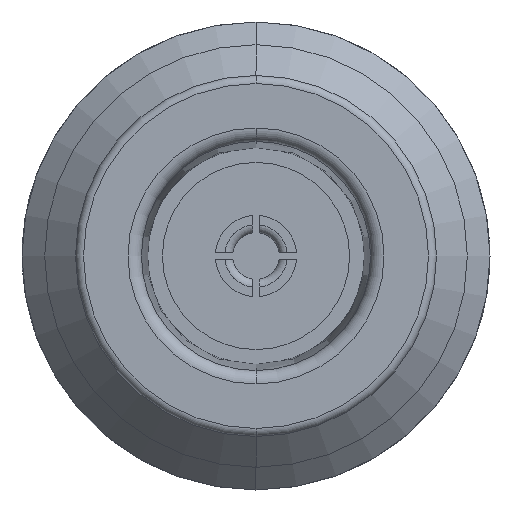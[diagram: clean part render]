
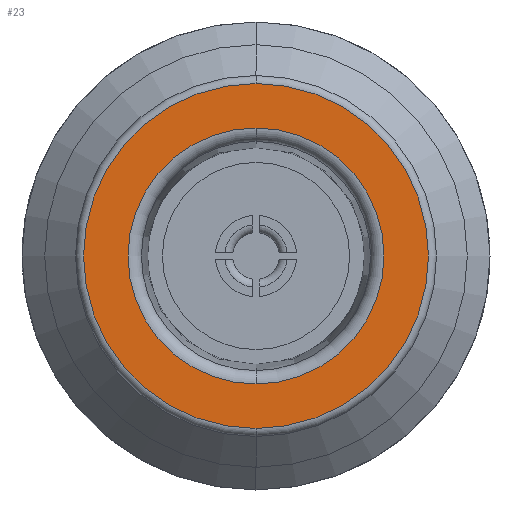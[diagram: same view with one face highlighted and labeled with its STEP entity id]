
A CAD part, left-side view. The second image highlights one B-rep face of the part: STEP entity #23.
In plain terms, the highlighted planar face has unit normal (-1, 0, 0).
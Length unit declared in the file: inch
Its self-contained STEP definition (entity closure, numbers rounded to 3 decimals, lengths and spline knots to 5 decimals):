
#23 = ADVANCED_FACE ( 'NONE', ( #1564, #372 ), #1329, .T. ) ;
#36 = DIRECTION ( 'NONE',  ( 0., 0., 1. ) ) ;
#137 = DIRECTION ( 'NONE',  ( 0., 0., 1. ) ) ;
#151 = ORIENTED_EDGE ( 'NONE', *, *, #2639, .T. ) ;
#196 = CARTESIAN_POINT ( 'NONE',  ( 0., 0., -0.18841 ) ) ;
#264 = DIRECTION ( 'NONE',  ( 0., 0., 1. ) ) ;
#278 = CIRCLE ( 'NONE', #1820, 0.18841 ) ;
#372 = FACE_OUTER_BOUND ( 'NONE', #1154, .T. ) ;
#373 = VERTEX_POINT ( 'NONE', #1557 ) ;
#444 = CARTESIAN_POINT ( 'NONE',  ( 0., 0., -0.25394 ) ) ;
#458 = CIRCLE ( 'NONE', #2166, 0.25394 ) ;
#479 = CARTESIAN_POINT ( 'NONE',  ( 0., 0., 0. ) ) ;
#628 = DIRECTION ( 'NONE',  ( 0., 0., 1. ) ) ;
#666 = VERTEX_POINT ( 'NONE', #196 ) ;
#854 = CARTESIAN_POINT ( 'NONE',  ( 0., 0., 0. ) ) ;
#857 = EDGE_CURVE ( 'NONE', #2901, #2381, #458, .T. ) ;
#954 = ORIENTED_EDGE ( 'NONE', *, *, #857, .T. ) ;
#957 = DIRECTION ( 'NONE',  ( -1., 0., 0. ) ) ;
#1092 = DIRECTION ( 'NONE',  ( -1., 0., 0. ) ) ;
#1154 = EDGE_LOOP ( 'NONE', ( #151, #954 ) ) ;
#1237 = CARTESIAN_POINT ( 'NONE',  ( 0., 0., 0. ) ) ;
#1290 = CIRCLE ( 'NONE', #2819, 0.25394 ) ;
#1329 = PLANE ( 'NONE',  #1566 ) ;
#1491 = CARTESIAN_POINT ( 'NONE',  ( 0., 0., 0.25394 ) ) ;
#1557 = CARTESIAN_POINT ( 'NONE',  ( 0., 0., 0.18841 ) ) ;
#1564 = FACE_BOUND ( 'NONE', #2496, .T. ) ;
#1566 = AXIS2_PLACEMENT_3D ( 'NONE', #1579, #1092, #137 ) ;
#1579 = CARTESIAN_POINT ( 'NONE',  ( 0., 0., 0. ) ) ;
#1586 = CIRCLE ( 'NONE', #2675, 0.18841 ) ;
#1651 = ORIENTED_EDGE ( 'NONE', *, *, #2444, .T. ) ;
#1801 = DIRECTION ( 'NONE',  ( 1., 0., 0. ) ) ;
#1820 = AXIS2_PLACEMENT_3D ( 'NONE', #2443, #2894, #2201 ) ;
#1838 = EDGE_CURVE ( 'NONE', #666, #373, #278, .T. ) ;
#2166 = AXIS2_PLACEMENT_3D ( 'NONE', #1237, #957, #36 ) ;
#2191 = DIRECTION ( 'NONE',  ( -1., 0., 0. ) ) ;
#2201 = DIRECTION ( 'NONE',  ( 0., 0., 1. ) ) ;
#2357 = ORIENTED_EDGE ( 'NONE', *, *, #1838, .T. ) ;
#2381 = VERTEX_POINT ( 'NONE', #1491 ) ;
#2443 = CARTESIAN_POINT ( 'NONE',  ( 0., 0., 0. ) ) ;
#2444 = EDGE_CURVE ( 'NONE', #373, #666, #1586, .T. ) ;
#2496 = EDGE_LOOP ( 'NONE', ( #1651, #2357 ) ) ;
#2639 = EDGE_CURVE ( 'NONE', #2381, #2901, #1290, .T. ) ;
#2675 = AXIS2_PLACEMENT_3D ( 'NONE', #854, #1801, #628 ) ;
#2819 = AXIS2_PLACEMENT_3D ( 'NONE', #479, #2191, #264 ) ;
#2894 = DIRECTION ( 'NONE',  ( 1., 0., 0. ) ) ;
#2901 = VERTEX_POINT ( 'NONE', #444 ) ;
